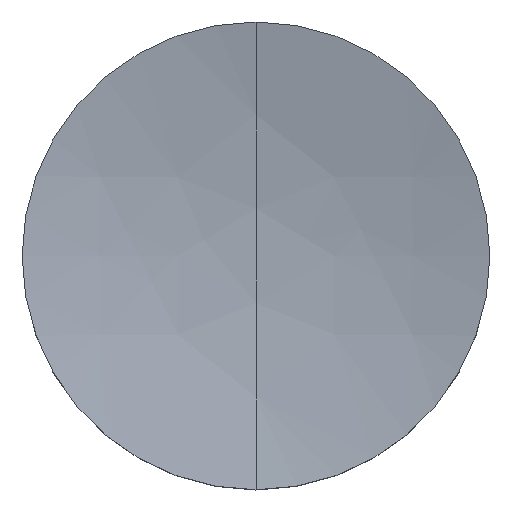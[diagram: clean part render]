
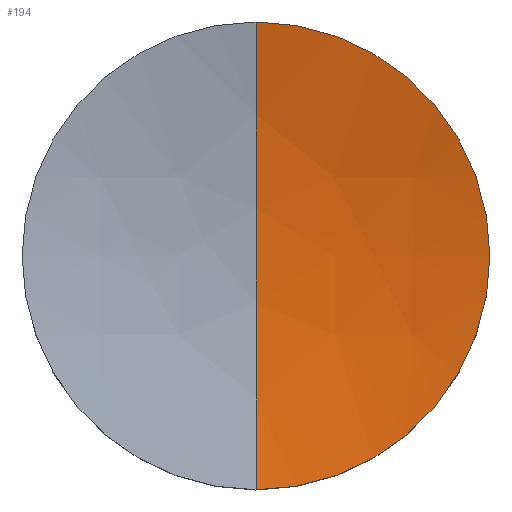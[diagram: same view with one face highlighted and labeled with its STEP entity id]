
A CAD part, top view. The second image highlights one B-rep face of the part: STEP entity #194.
In plain terms, the highlighted free-form (B-spline) face has degree [3, 3] with [4, 4] control points.
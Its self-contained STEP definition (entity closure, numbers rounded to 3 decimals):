
#1 = DIRECTION ( 'NONE',  ( 1., 0., 0. ) ) ;
#9 = CARTESIAN_POINT ( 'NONE',  ( 6.442, 2.178, 2.775 ) ) ;
#13 = CARTESIAN_POINT ( 'NONE',  ( 0., -6.425, 3.022 ) ) ;
#14 = CARTESIAN_POINT ( 'NONE',  ( 4.326, -2.178, 2.296 ) ) ;
#15 = CARTESIAN_POINT ( 'NONE',  ( 2.098, 6.425, 3.022 ) ) ;
#36 = CARTESIAN_POINT ( 'NONE',  ( 0., -6.35, 3.006 ) ) ;
#40 = CARTESIAN_POINT ( 'NONE',  ( 6.228, -6.425, 3.719 ) ) ;
#49 =( BOUNDED_SURFACE ( )  B_SPLINE_SURFACE ( 3, 3, ( 
 ( #65, #153, #15, #155 ),
 ( #9, #152, #87, #63 ),
 ( #183, #14, #180, #182 ),
 ( #40, #229, #134, #13 ) ),
 .UNSPECIFIED., .F., .F., .F. ) 
 B_SPLINE_SURFACE_WITH_KNOTS ( ( 4, 4 ),
 ( 4, 4 ),
 ( 0., 1. ),
 ( 0., 1. ),
 .UNSPECIFIED. ) 
 GEOMETRIC_REPRESENTATION_ITEM ( )  RATIONAL_B_SPLINE_SURFACE ( (
 ( 1., 0.996, 0.996, 1.),
 ( 0.983, 0.979, 0.979, 0.983),
 ( 0.983, 0.979, 0.979, 0.983),
 ( 1., 0.996, 0.996, 1.) ) ) 
 REPRESENTATION_ITEM ( '' )  SURFACE ( )  );
#63 = CARTESIAN_POINT ( 'NONE',  ( 0., 2.178, 2.055 ) ) ;
#65 = CARTESIAN_POINT ( 'NONE',  ( 6.228, 6.425, 3.719 ) ) ;
#66 = CARTESIAN_POINT ( 'NONE',  ( 6.35, 0., 3.006 ) ) ;
#69 = ORIENTED_EDGE ( 'NONE', *, *, #293, .T. ) ;
#71 = EDGE_CURVE ( 'NONE', #272, #287, #85, .T. ) ;
#81 = EDGE_CURVE ( 'NONE', #223, #272, #128, .T. ) ;
#85 = CIRCLE ( 'NONE', #162, 6.35 ) ;
#87 = CARTESIAN_POINT ( 'NONE',  ( 2.17, 2.178, 2.055 ) ) ;
#92 = ORIENTED_EDGE ( 'NONE', *, *, #71, .F. ) ;
#100 = CARTESIAN_POINT ( 'NONE',  ( 0., 0., 3.006 ) ) ;
#108 = DIRECTION ( 'NONE',  ( 0., 0., -1. ) ) ;
#113 = DIRECTION ( 'NONE',  ( -1., 0., 0. ) ) ;
#126 = AXIS2_PLACEMENT_3D ( 'NONE', #246, #113, #138 ) ;
#127 = CARTESIAN_POINT ( 'NONE',  ( 0., 0., 3.006 ) ) ;
#128 = CIRCLE ( 'NONE', #233, 6.35 ) ;
#134 = CARTESIAN_POINT ( 'NONE',  ( 2.098, -6.425, 3.022 ) ) ;
#138 = DIRECTION ( 'NONE',  ( 0., 1., 0. ) ) ;
#144 = DIRECTION ( 'NONE',  ( 0., 0., -1. ) ) ;
#152 = CARTESIAN_POINT ( 'NONE',  ( 4.326, 2.178, 2.296 ) ) ;
#153 = CARTESIAN_POINT ( 'NONE',  ( 4.182, 6.425, 3.255 ) ) ;
#155 = CARTESIAN_POINT ( 'NONE',  ( 0., 6.425, 3.022 ) ) ;
#162 = AXIS2_PLACEMENT_3D ( 'NONE', #100, #144, #1 ) ;
#165 = FACE_OUTER_BOUND ( 'NONE', #232, .T. ) ;
#180 = CARTESIAN_POINT ( 'NONE',  ( 2.17, -2.178, 2.055 ) ) ;
#182 = CARTESIAN_POINT ( 'NONE',  ( 0., -2.178, 2.055 ) ) ;
#183 = CARTESIAN_POINT ( 'NONE',  ( 6.442, -2.178, 2.775 ) ) ;
#194 = ADVANCED_FACE ( 'NONE', ( #165 ), #49, .F. ) ;
#223 = VERTEX_POINT ( 'NONE', #268 ) ;
#229 = CARTESIAN_POINT ( 'NONE',  ( 4.182, -6.425, 3.255 ) ) ;
#232 = EDGE_LOOP ( 'NONE', ( #282, #69, #92 ) ) ;
#233 = AXIS2_PLACEMENT_3D ( 'NONE', #127, #108, #240 ) ;
#240 = DIRECTION ( 'NONE',  ( 1., 0., 0. ) ) ;
#246 = CARTESIAN_POINT ( 'NONE',  ( 0., 0., 31.23 ) ) ;
#268 = CARTESIAN_POINT ( 'NONE',  ( 0., 6.35, 3.006 ) ) ;
#272 = VERTEX_POINT ( 'NONE', #66 ) ;
#282 = ORIENTED_EDGE ( 'NONE', *, *, #81, .F. ) ;
#287 = VERTEX_POINT ( 'NONE', #36 ) ;
#290 = CIRCLE ( 'NONE', #126, 28.93 ) ;
#293 = EDGE_CURVE ( 'NONE', #223, #287, #290, .T. ) ;
